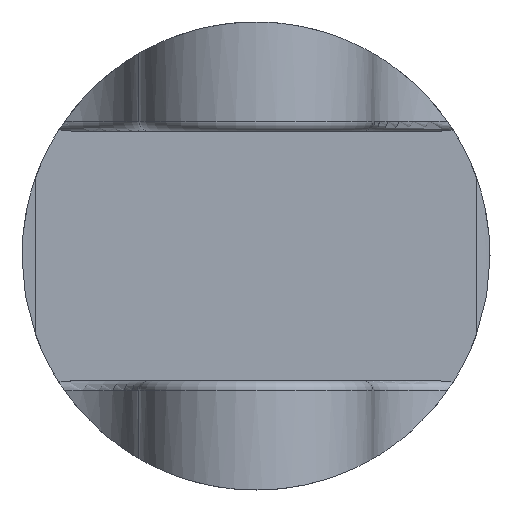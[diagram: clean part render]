
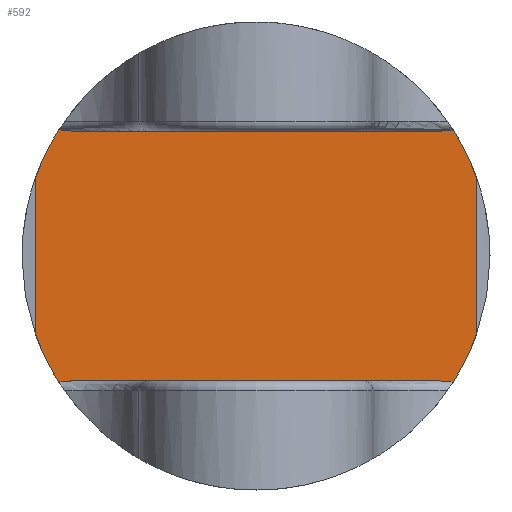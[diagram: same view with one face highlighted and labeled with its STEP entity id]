
A CAD part, front view. The second image highlights one B-rep face of the part: STEP entity #592.
In plain terms, the highlighted planar face has unit normal (0, -1, 0).
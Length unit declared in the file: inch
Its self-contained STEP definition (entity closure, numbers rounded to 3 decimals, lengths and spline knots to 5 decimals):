
#40=B_SPLINE_CURVE_WITH_KNOTS('',3,(#1197,#1198,#1199,#1200),
 .UNSPECIFIED.,.F.,.F.,(4,4),(0.68995,0.7973),
 .UNSPECIFIED.);
#41=B_SPLINE_CURVE_WITH_KNOTS('',3,(#1203,#1204,#1205,#1206),
 .UNSPECIFIED.,.F.,.F.,(4,4),(0.19375,0.3011),
 .UNSPECIFIED.);
#42=B_SPLINE_CURVE_WITH_KNOTS('',3,(#1208,#1209,#1210,#1211),
 .UNSPECIFIED.,.F.,.F.,(4,4),(0.68995,0.7973),
 .UNSPECIFIED.);
#43=B_SPLINE_CURVE_WITH_KNOTS('',3,(#1214,#1215,#1216,#1217),
 .UNSPECIFIED.,.F.,.F.,(4,4),(0.19375,0.3011),
 .UNSPECIFIED.);
#53=PLANE('',#662);
#77=FACE_OUTER_BOUND('',#113,.T.);
#113=EDGE_LOOP('',(#469,#470,#471,#472,#473,#474,#475,#476,#477,#478,#479,
#480));
#155=LINE('',#1192,#188);
#156=LINE('',#1194,#189);
#157=LINE('',#1202,#190);
#158=LINE('',#1213,#191);
#188=VECTOR('',#783,0.50429);
#189=VECTOR('',#786,0.50429);
#190=VECTOR('',#789,1.17428);
#191=VECTOR('',#790,1.17428);
#205=CIRCLE('',#640,0.75);
#206=CIRCLE('',#641,0.75);
#207=CIRCLE('',#642,0.75);
#208=CIRCLE('',#643,0.75);
#240=VERTEX_POINT('',#892);
#241=VERTEX_POINT('',#893);
#253=VERTEX_POINT('',#1006);
#254=VERTEX_POINT('',#1017);
#255=VERTEX_POINT('',#1019);
#256=VERTEX_POINT('',#1030);
#263=VERTEX_POINT('',#1094);
#264=VERTEX_POINT('',#1105);
#275=VERTEX_POINT('',#1196);
#276=VERTEX_POINT('',#1201);
#277=VERTEX_POINT('',#1207);
#278=VERTEX_POINT('',#1212);
#301=EDGE_CURVE('',#240,#241,#205,.T.);
#316=EDGE_CURVE('',#253,#254,#206,.T.);
#318=EDGE_CURVE('',#255,#256,#207,.T.);
#326=EDGE_CURVE('',#263,#264,#208,.T.);
#348=EDGE_CURVE('',#264,#240,#155,.T.);
#349=EDGE_CURVE('',#255,#254,#156,.T.);
#350=EDGE_CURVE('',#263,#275,#40,.T.);
#351=EDGE_CURVE('',#275,#276,#157,.T.);
#352=EDGE_CURVE('',#276,#256,#41,.T.);
#353=EDGE_CURVE('',#253,#277,#42,.T.);
#354=EDGE_CURVE('',#278,#277,#158,.T.);
#355=EDGE_CURVE('',#278,#241,#43,.T.);
#469=ORIENTED_EDGE('',*,*,#326,.F.);
#470=ORIENTED_EDGE('',*,*,#350,.T.);
#471=ORIENTED_EDGE('',*,*,#351,.T.);
#472=ORIENTED_EDGE('',*,*,#352,.T.);
#473=ORIENTED_EDGE('',*,*,#318,.F.);
#474=ORIENTED_EDGE('',*,*,#349,.T.);
#475=ORIENTED_EDGE('',*,*,#316,.F.);
#476=ORIENTED_EDGE('',*,*,#353,.T.);
#477=ORIENTED_EDGE('',*,*,#354,.F.);
#478=ORIENTED_EDGE('',*,*,#355,.T.);
#479=ORIENTED_EDGE('',*,*,#301,.F.);
#480=ORIENTED_EDGE('',*,*,#348,.F.);
#592=ADVANCED_FACE('',(#77),#53,.F.);
#640=AXIS2_PLACEMENT_3D('',#894,#723,#724);
#641=AXIS2_PLACEMENT_3D('',#1018,#729,#730);
#642=AXIS2_PLACEMENT_3D('',#1031,#731,#732);
#643=AXIS2_PLACEMENT_3D('',#1106,#735,#736);
#662=AXIS2_PLACEMENT_3D('',#1195,#787,#788);
#723=DIRECTION('center_axis',(0.,1.,0.));
#724=DIRECTION('ref_axis',(0.,0.,1.));
#729=DIRECTION('center_axis',(0.,1.,0.));
#730=DIRECTION('ref_axis',(0.,0.,1.));
#731=DIRECTION('center_axis',(0.,1.,0.));
#732=DIRECTION('ref_axis',(0.,0.,1.));
#735=DIRECTION('center_axis',(0.,1.,0.));
#736=DIRECTION('ref_axis',(0.,0.,1.));
#783=DIRECTION('',(0.,0.,1.));
#786=DIRECTION('',(0.,0.,1.));
#787=DIRECTION('center_axis',(0.,1.,0.));
#788=DIRECTION('ref_axis',(0.,0.,1.));
#789=DIRECTION('',(1.,0.,0.));
#790=DIRECTION('',(1.,0.,0.));
#892=CARTESIAN_POINT('',(-0.70635,1.14745,0.25214));
#893=CARTESIAN_POINT('',(-0.63176,1.14745,0.40421));
#894=CARTESIAN_POINT('Origin',(0.,1.14745,0.));
#1006=CARTESIAN_POINT('',(0.63176,1.14745,0.40421));
#1017=CARTESIAN_POINT('',(0.70635,1.14745,0.25214));
#1018=CARTESIAN_POINT('Origin',(0.,1.14745,0.));
#1019=CARTESIAN_POINT('',(0.70635,1.14745,-0.25214));
#1030=CARTESIAN_POINT('',(0.63176,1.14745,-0.40421));
#1031=CARTESIAN_POINT('Origin',(0.,1.14745,0.));
#1094=CARTESIAN_POINT('',(-0.63176,1.14745,-0.40421));
#1105=CARTESIAN_POINT('',(-0.70635,1.14745,-0.25214));
#1106=CARTESIAN_POINT('Origin',(0.,1.14745,0.));
#1192=CARTESIAN_POINT('',(-0.70635,1.14745,-0.25214));
#1194=CARTESIAN_POINT('',(0.70635,1.14745,-0.25214));
#1195=CARTESIAN_POINT('Origin',(-0.75,1.14745,-0.4));
#1196=CARTESIAN_POINT('',(-0.58714,1.14745,-0.4));
#1197=CARTESIAN_POINT('Ctrl Pts',(-0.63176,1.14745,-0.40421));
#1198=CARTESIAN_POINT('Ctrl Pts',(-0.61657,1.14745,-0.40156));
#1199=CARTESIAN_POINT('Ctrl Pts',(-0.60123,1.14745,-0.4));
#1200=CARTESIAN_POINT('Ctrl Pts',(-0.58714,1.14745,-0.4));
#1201=CARTESIAN_POINT('',(0.58714,1.14745,-0.4));
#1202=CARTESIAN_POINT('',(-0.58714,1.14745,-0.4));
#1203=CARTESIAN_POINT('Ctrl Pts',(0.58714,1.14745,-0.4));
#1204=CARTESIAN_POINT('Ctrl Pts',(0.60123,1.14745,-0.4));
#1205=CARTESIAN_POINT('Ctrl Pts',(0.61657,1.14745,-0.40156));
#1206=CARTESIAN_POINT('Ctrl Pts',(0.63176,1.14745,-0.40421));
#1207=CARTESIAN_POINT('',(0.58714,1.14745,0.4));
#1208=CARTESIAN_POINT('Ctrl Pts',(0.63176,1.14745,0.40421));
#1209=CARTESIAN_POINT('Ctrl Pts',(0.61657,1.14745,0.40156));
#1210=CARTESIAN_POINT('Ctrl Pts',(0.60123,1.14745,0.4));
#1211=CARTESIAN_POINT('Ctrl Pts',(0.58714,1.14745,0.4));
#1212=CARTESIAN_POINT('',(-0.58714,1.14745,0.4));
#1213=CARTESIAN_POINT('',(-0.58714,1.14745,0.4));
#1214=CARTESIAN_POINT('Ctrl Pts',(-0.58714,1.14745,0.4));
#1215=CARTESIAN_POINT('Ctrl Pts',(-0.60123,1.14745,0.4));
#1216=CARTESIAN_POINT('Ctrl Pts',(-0.61657,1.14745,0.40156));
#1217=CARTESIAN_POINT('Ctrl Pts',(-0.63176,1.14745,0.40421));
